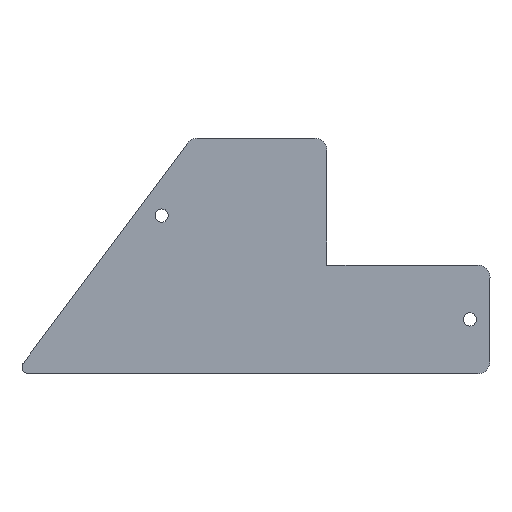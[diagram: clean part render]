
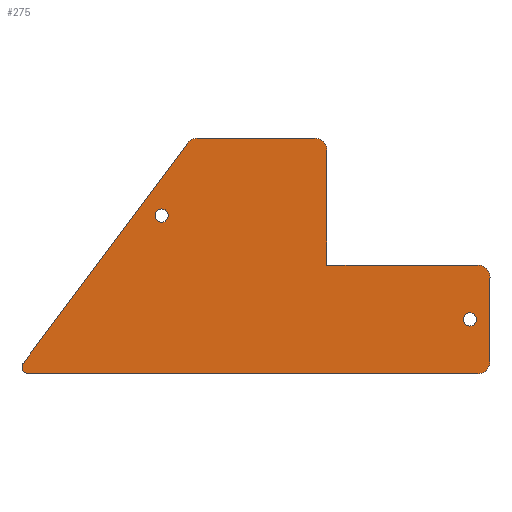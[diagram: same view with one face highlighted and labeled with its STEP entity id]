
A CAD part, top view. The second image highlights one B-rep face of the part: STEP entity #275.
In plain terms, the highlighted planar face has unit normal (0, 0, 1).
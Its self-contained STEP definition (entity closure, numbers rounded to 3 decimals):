
#22=FACE_BOUND('',#42,.T.);
#23=FACE_BOUND('',#43,.T.);
#26=FACE_OUTER_BOUND('',#41,.T.);
#41=EDGE_LOOP('',(#189,#190,#191,#192,#193,#194,#195,#196,#197,#198,#199));
#42=EDGE_LOOP('',(#200));
#43=EDGE_LOOP('',(#201));
#60=LINE('',#424,#85);
#61=LINE('',#428,#86);
#62=LINE('',#432,#87);
#63=LINE('',#434,#88);
#64=LINE('',#438,#89);
#65=LINE('',#441,#90);
#85=VECTOR('',#339,10.);
#86=VECTOR('',#342,10.);
#87=VECTOR('',#345,10.);
#88=VECTOR('',#346,10.);
#89=VECTOR('',#349,10.);
#90=VECTOR('',#352,10.);
#110=CIRCLE('',#305,1.089);
#111=CIRCLE('',#306,2.);
#112=CIRCLE('',#307,2.);
#113=CIRCLE('',#308,2.);
#114=CIRCLE('',#309,2.);
#115=CIRCLE('',#310,1.1);
#116=CIRCLE('',#311,1.1);
#124=VERTEX_POINT('',#420);
#125=VERTEX_POINT('',#421);
#126=VERTEX_POINT('',#423);
#127=VERTEX_POINT('',#425);
#128=VERTEX_POINT('',#427);
#129=VERTEX_POINT('',#429);
#130=VERTEX_POINT('',#431);
#131=VERTEX_POINT('',#433);
#132=VERTEX_POINT('',#435);
#133=VERTEX_POINT('',#437);
#134=VERTEX_POINT('',#439);
#135=VERTEX_POINT('',#442);
#136=VERTEX_POINT('',#444);
#150=EDGE_CURVE('',#124,#125,#110,.T.);
#151=EDGE_CURVE('',#125,#126,#60,.T.);
#152=EDGE_CURVE('',#126,#127,#111,.T.);
#153=EDGE_CURVE('',#127,#128,#61,.T.);
#154=EDGE_CURVE('',#128,#129,#112,.T.);
#155=EDGE_CURVE('',#129,#130,#62,.T.);
#156=EDGE_CURVE('',#130,#131,#63,.T.);
#157=EDGE_CURVE('',#131,#132,#113,.T.);
#158=EDGE_CURVE('',#132,#133,#64,.T.);
#159=EDGE_CURVE('',#133,#134,#114,.T.);
#160=EDGE_CURVE('',#134,#124,#65,.T.);
#161=EDGE_CURVE('',#135,#135,#115,.T.);
#162=EDGE_CURVE('',#136,#136,#116,.T.);
#189=ORIENTED_EDGE('',*,*,#150,.T.);
#190=ORIENTED_EDGE('',*,*,#151,.T.);
#191=ORIENTED_EDGE('',*,*,#152,.T.);
#192=ORIENTED_EDGE('',*,*,#153,.T.);
#193=ORIENTED_EDGE('',*,*,#154,.T.);
#194=ORIENTED_EDGE('',*,*,#155,.T.);
#195=ORIENTED_EDGE('',*,*,#156,.T.);
#196=ORIENTED_EDGE('',*,*,#157,.T.);
#197=ORIENTED_EDGE('',*,*,#158,.T.);
#198=ORIENTED_EDGE('',*,*,#159,.T.);
#199=ORIENTED_EDGE('',*,*,#160,.T.);
#200=ORIENTED_EDGE('',*,*,#161,.T.);
#201=ORIENTED_EDGE('',*,*,#162,.T.);
#267=PLANE('',#304);
#275=ADVANCED_FACE('',(#26,#22,#23),#267,.T.);
#304=AXIS2_PLACEMENT_3D('',#419,#335,#336);
#305=AXIS2_PLACEMENT_3D('',#422,#337,#338);
#306=AXIS2_PLACEMENT_3D('',#426,#340,#341);
#307=AXIS2_PLACEMENT_3D('',#430,#343,#344);
#308=AXIS2_PLACEMENT_3D('',#436,#347,#348);
#309=AXIS2_PLACEMENT_3D('',#440,#350,#351);
#310=AXIS2_PLACEMENT_3D('',#443,#353,#354);
#311=AXIS2_PLACEMENT_3D('',#445,#355,#356);
#335=DIRECTION('center_axis',(0.,0.,1.));
#336=DIRECTION('ref_axis',(1.,0.,0.));
#337=DIRECTION('center_axis',(0.,0.,1.));
#338=DIRECTION('ref_axis',(1.,0.,0.));
#339=DIRECTION('',(1.,0.,0.));
#340=DIRECTION('center_axis',(0.,0.,1.));
#341=DIRECTION('ref_axis',(1.,0.022,0.));
#342=DIRECTION('',(0.,1.,0.));
#343=DIRECTION('center_axis',(0.,0.,1.));
#344=DIRECTION('ref_axis',(-0.022,1.,0.));
#345=DIRECTION('',(-1.,0.,0.));
#346=DIRECTION('',(0.,1.,0.));
#347=DIRECTION('center_axis',(0.,0.,1.));
#348=DIRECTION('ref_axis',(-0.022,1.,0.));
#349=DIRECTION('',(-1.,0.,0.));
#350=DIRECTION('center_axis',(0.,0.,1.));
#351=DIRECTION('ref_axis',(-0.802,0.598,0.));
#352=DIRECTION('',(-0.598,-0.802,0.));
#353=DIRECTION('center_axis',(0.,0.,-1.));
#354=DIRECTION('ref_axis',(-1.,0.,0.));
#355=DIRECTION('center_axis',(0.,0.,-1.));
#356=DIRECTION('ref_axis',(-1.,0.,0.));
#419=CARTESIAN_POINT('Origin',(-35.464,10.525,9.));
#420=CARTESIAN_POINT('',(-74.033,-7.23,9.));
#421=CARTESIAN_POINT('',(-73.184,-8.999,9.));
#422=CARTESIAN_POINT('Origin',(-73.184,-7.911,9.));
#423=CARTESIAN_POINT('',(1.344,-9.,9.));
#424=CARTESIAN_POINT('',(-73.184,-8.999,9.));
#425=CARTESIAN_POINT('',(3.344,-6.955,9.));
#426=CARTESIAN_POINT('Origin',(1.344,-7.,9.));
#427=CARTESIAN_POINT('',(3.345,6.999,9.));
#428=CARTESIAN_POINT('',(3.344,-6.955,9.));
#429=CARTESIAN_POINT('',(1.299,8.999,9.));
#430=CARTESIAN_POINT('Origin',(1.344,6.999,9.));
#431=CARTESIAN_POINT('',(-23.704,9.,9.));
#432=CARTESIAN_POINT('',(1.299,8.999,9.));
#433=CARTESIAN_POINT('',(-23.704,28.049,9.));
#434=CARTESIAN_POINT('',(-23.704,28.049,9.));
#435=CARTESIAN_POINT('',(-25.75,30.049,9.));
#436=CARTESIAN_POINT('Origin',(-25.705,28.05,9.));
#437=CARTESIAN_POINT('',(-45.22,30.049,9.));
#438=CARTESIAN_POINT('',(-45.22,30.049,9.));
#439=CARTESIAN_POINT('',(-46.823,29.245,9.));
#440=CARTESIAN_POINT('Origin',(-45.22,28.049,9.));
#441=CARTESIAN_POINT('',(-74.076,-7.287,9.));
#442=CARTESIAN_POINT('',(1.1,0.,9.));
#443=CARTESIAN_POINT('Origin',(0.,0.,9.));
#444=CARTESIAN_POINT('',(-50.,17.233,9.));
#445=CARTESIAN_POINT('Origin',(-51.1,17.233,9.));
